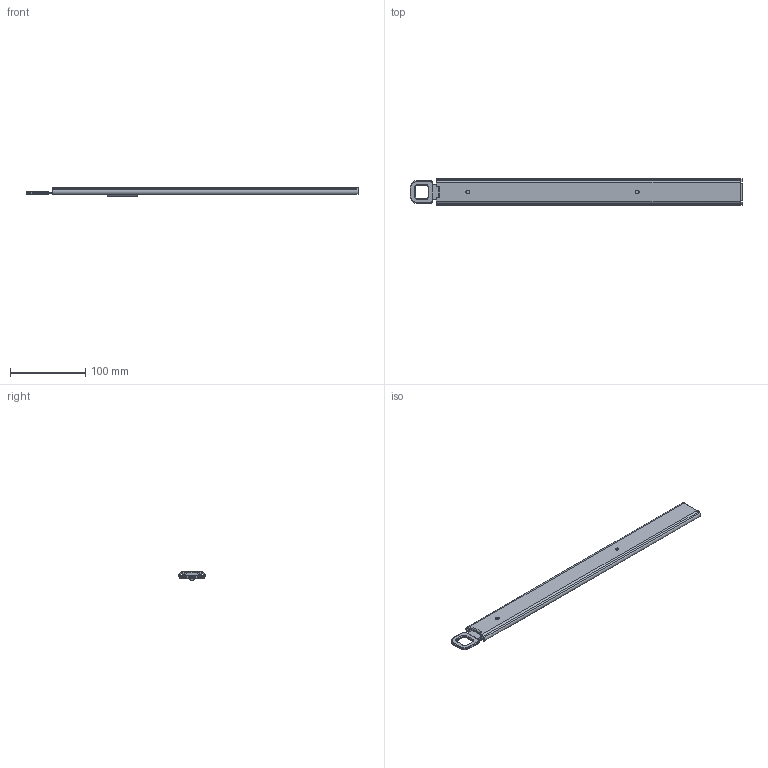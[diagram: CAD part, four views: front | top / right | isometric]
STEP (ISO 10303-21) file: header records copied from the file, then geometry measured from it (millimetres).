
FILE_DESCRIPTION (( 'STEP AP203' ), '1' );
FILE_NAME ('K-254-16.STEP', '2010-08-02T05:55:52', ( ' ' ), ( ' ' ), 'SwSTEP 2.0', 'SolidWorks 2007', '' );
FILE_SCHEMA (( 'CONFIG_CONTROL_DESIGN' ));
Length unit declared in the file: millimetre
Products named in the file (9): K-254-16僀儞僫乕__庤慜; K-254-16儘僢僋儗僶乕__棉太倌; K-254-16; K-254-16傾僂僞乕__棉太倌; K-254-16僀儞僫乕__墱; K-254-16儘僢僋僈僀僪__棉太倌; K-254-16夞揮幉__棉太倌; K-254-16僺儞__棉太倌; K-254-16僼儔儞僕僺儞__棉太倌
Assembly tree (9 placements, depth 2):
  K-254-16
    K-254-16僼儔儞僕僺儞__棉太倌  x2
    K-254-16僺儞__棉太倌
    K-254-16傾僂僞乕__棉太倌
    K-254-16儘僢僋儗僶乕__棉太倌
    K-254-16僀儞僫乕__墱
    K-254-16儘僢僋僈僀僪__棉太倌
    K-254-16僀儞僫乕__庤慜
    K-254-16夞揮幉__棉太倌
Bounding box: 441.4 x 35.3 x 11.5 mm (x, y, z)
Volume: 60867.8 mm3; surface area: 78569 mm2
Topology: 9 solids, 9 shells, 272 faces, 685 edges, 438 vertices
Faces by surface type: plane 133, cylinder 115, torus 16, cone 8
Entity records: 8998 total; most frequent: DIRECTION 1457, CARTESIAN_POINT 1409, ORIENTED_EDGE 1334, EDGE_CURVE 667, AXIS2_PLACEMENT_3D 520, VERTEX_POINT 426, LINE 417, VECTOR 417
